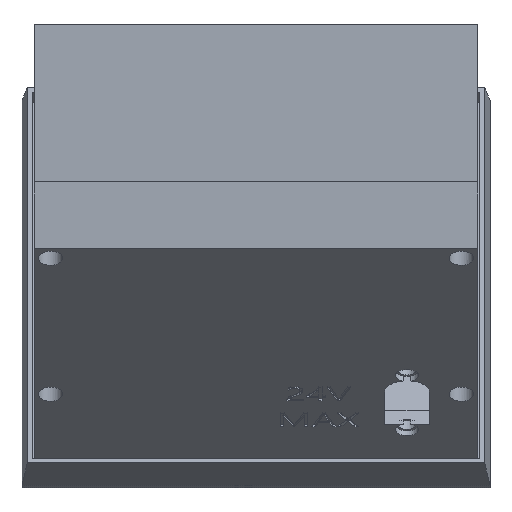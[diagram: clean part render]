
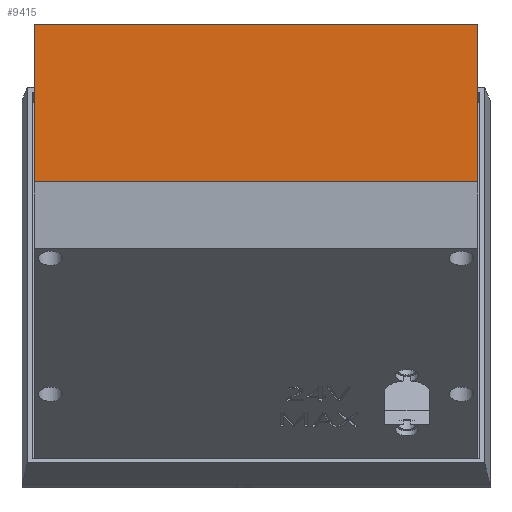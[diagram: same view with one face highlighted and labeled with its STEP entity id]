
A CAD part, front view. The second image highlights one B-rep face of the part: STEP entity #9415.
In plain terms, the highlighted planar face has unit normal (0, -1, 0).
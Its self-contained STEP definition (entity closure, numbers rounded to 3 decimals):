
#341=PLANE('',#9944);
#740=FACE_OUTER_BOUND('',#1252,.T.);
#1252=EDGE_LOOP('',(#6922,#6923,#6924,#6925));
#1787=LINE('',#12833,#2956);
#1961=LINE('',#13179,#3130);
#1962=LINE('',#13181,#3131);
#1963=LINE('',#13182,#3132);
#2956=VECTOR('',#10520,10.);
#3130=VECTOR('',#10810,10.);
#3131=VECTOR('',#10811,10.);
#3132=VECTOR('',#10812,10.);
#4228=VERTEX_POINT('',#12830);
#4229=VERTEX_POINT('',#12832);
#4343=VERTEX_POINT('',#13178);
#4344=VERTEX_POINT('',#13180);
#5160=EDGE_CURVE('',#4229,#4228,#1787,.T.);
#5334=EDGE_CURVE('',#4343,#4228,#1961,.T.);
#5335=EDGE_CURVE('',#4344,#4343,#1962,.T.);
#5336=EDGE_CURVE('',#4344,#4229,#1963,.T.);
#6922=ORIENTED_EDGE('',*,*,#5160,.T.);
#6923=ORIENTED_EDGE('',*,*,#5334,.F.);
#6924=ORIENTED_EDGE('',*,*,#5335,.F.);
#6925=ORIENTED_EDGE('',*,*,#5336,.T.);
#9415=ADVANCED_FACE('',(#740),#341,.T.);
#9944=AXIS2_PLACEMENT_3D('',#13177,#10808,#10809);
#10520=DIRECTION('',(1.,0.,0.));
#10808=DIRECTION('center_axis',(0.,-1.,0.));
#10809=DIRECTION('ref_axis',(-1.,0.,0.));
#10810=DIRECTION('',(0.,0.,-1.));
#10811=DIRECTION('',(1.,0.,0.));
#10812=DIRECTION('',(0.,0.,-1.));
#12830=CARTESIAN_POINT('',(40.75,-24.625,-29.));
#12832=CARTESIAN_POINT('',(-40.75,-24.625,-29.));
#12833=CARTESIAN_POINT('',(20.375,-24.625,-29.));
#13177=CARTESIAN_POINT('Origin',(40.75,-24.625,0.));
#13178=CARTESIAN_POINT('',(40.75,-24.625,0.));
#13179=CARTESIAN_POINT('',(40.75,-24.625,0.));
#13180=CARTESIAN_POINT('',(-40.75,-24.625,0.));
#13181=CARTESIAN_POINT('',(-40.75,-24.625,0.));
#13182=CARTESIAN_POINT('',(-40.75,-24.625,0.));
